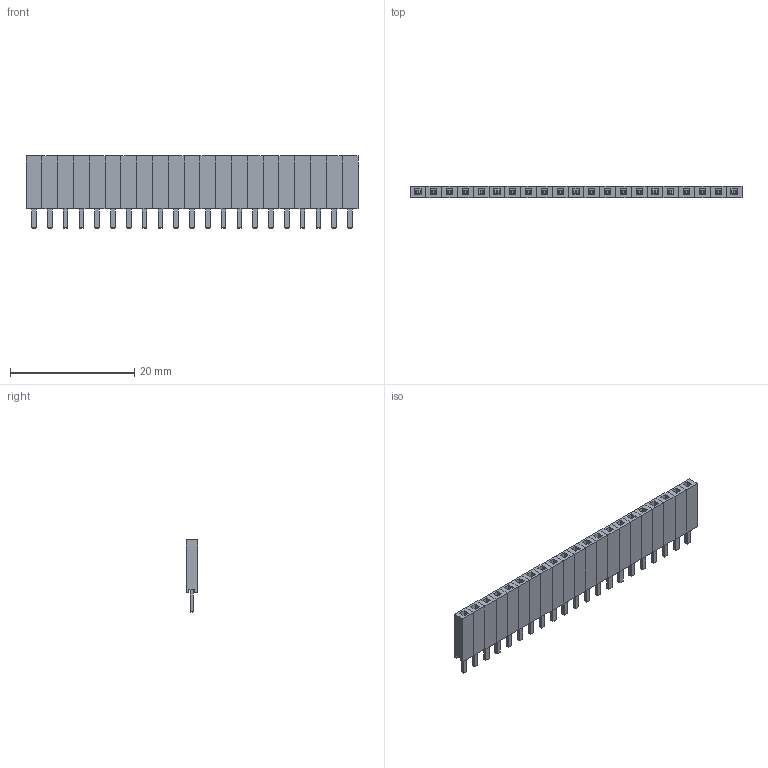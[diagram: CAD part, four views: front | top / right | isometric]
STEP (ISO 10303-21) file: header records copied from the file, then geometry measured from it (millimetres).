
FILE_DESCRIPTION(('FreeCAD Model'),'2;1');
FILE_NAME('Connecteur-2.54-Femelle-21_Contacts.step','2019-01-18T17:00:14',( 'Author'),(''),'Open CASCADE STEP processor 6.8','FreeCAD','Unknown' );
FILE_SCHEMA(('AUTOMOTIVE_DESIGN_CC2 { 1 2 10303 214 -1 1 5 4 }'));
Length unit declared in the file: millimetre
Products named in the file (3): ASSEMBLY; Array001; Array
Assembly tree (2 placements, depth 2):
  ASSEMBLY
    Array001
    Array
Bounding box: 53.34 x 1.82 x 11.6 mm (x, y, z)
Volume: 709.6 mm3; surface area: 3092.3 mm2
Topology: 42 solids, 42 shells, 819 faces, 2058 edges, 1344 vertices
Faces by surface type: plane 819
Entity records: 50960 total; most frequent: CARTESIAN_POINT 8340, DIRECTION 7818, LINE 6174, VECTOR 6174, ORIENTED_EDGE 4116, PCURVE 4116, DEFINITIONAL_REPRESENTATION 4116, EDGE_CURVE 2058
